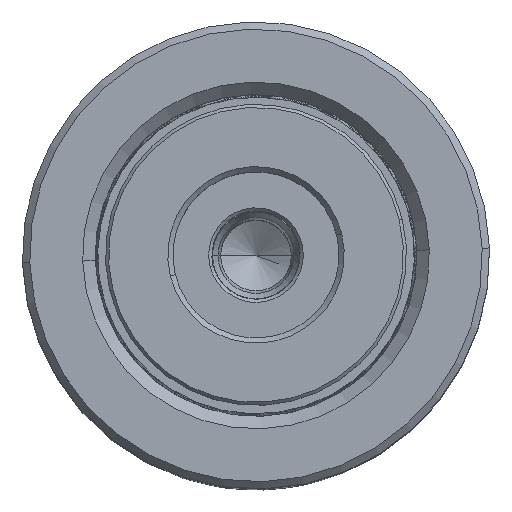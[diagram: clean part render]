
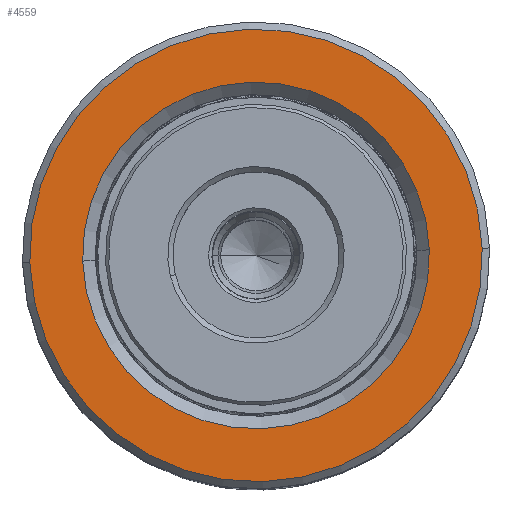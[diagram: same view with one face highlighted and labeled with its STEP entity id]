
A CAD part, top view. The second image highlights one B-rep face of the part: STEP entity #4559.
In plain terms, the highlighted planar face has unit normal (0, 0, 1).
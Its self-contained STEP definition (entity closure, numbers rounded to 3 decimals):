
#596 = DIRECTION ( 'NONE',  ( 1., 0., 0. ) ) ;
#814 = FACE_BOUND ( 'NONE', #20358, .T. ) ;
#3216 = EDGE_CURVE ( 'NONE', #26059, #11574, #44061, .T. ) ;
#4304 = AXIS2_PLACEMENT_3D ( 'NONE', #18631, #39581, #15143 ) ;
#4559 = ADVANCED_FACE ( 'NONE', ( #35901, #814 ), #14960, .T. ) ;
#4764 = CIRCLE ( 'NONE', #36688, 16.7 ) ;
#4790 = DIRECTION ( 'NONE',  ( 0., 0., 1. ) ) ;
#5533 = CARTESIAN_POINT ( 'NONE',  ( 21.8, 0., 60. ) ) ;
#7498 = ORIENTED_EDGE ( 'NONE', *, *, #3216, .T. ) ;
#9027 = VERTEX_POINT ( 'NONE', #32519 ) ;
#9526 = EDGE_CURVE ( 'NONE', #11574, #26059, #44526, .T. ) ;
#11574 = VERTEX_POINT ( 'NONE', #5533 ) ;
#11831 = AXIS2_PLACEMENT_3D ( 'NONE', #30566, #23365, #19872 ) ;
#12822 = CARTESIAN_POINT ( 'NONE',  ( 0., 0., 60. ) ) ;
#13279 = ORIENTED_EDGE ( 'NONE', *, *, #29511, .T. ) ;
#14960 = PLANE ( 'NONE',  #42425 ) ;
#15143 = DIRECTION ( 'NONE',  ( 1., 0., 0. ) ) ;
#17451 = ORIENTED_EDGE ( 'NONE', *, *, #42009, .T. ) ;
#17642 = CARTESIAN_POINT ( 'NONE',  ( -21.8, 0., 60. ) ) ;
#18391 = CIRCLE ( 'NONE', #4304, 16.7 ) ;
#18631 = CARTESIAN_POINT ( 'NONE',  ( 0., 0., 60. ) ) ;
#19872 = DIRECTION ( 'NONE',  ( 1., 0., 0. ) ) ;
#20358 = EDGE_LOOP ( 'NONE', ( #13279, #17451 ) ) ;
#20399 = CARTESIAN_POINT ( 'NONE',  ( 0., 0., 60. ) ) ;
#23365 = DIRECTION ( 'NONE',  ( 0., 0., 1. ) ) ;
#24008 = EDGE_LOOP ( 'NONE', ( #7498, #25916 ) ) ;
#24716 = AXIS2_PLACEMENT_3D ( 'NONE', #12822, #4790, #39437 ) ;
#25682 = DIRECTION ( 'NONE',  ( 0., 0., 1. ) ) ;
#25916 = ORIENTED_EDGE ( 'NONE', *, *, #9526, .T. ) ;
#26059 = VERTEX_POINT ( 'NONE', #17642 ) ;
#26929 = DIRECTION ( 'NONE',  ( 1., 0., 0. ) ) ;
#29511 = EDGE_CURVE ( 'NONE', #9027, #35929, #4764, .T. ) ;
#29756 = CARTESIAN_POINT ( 'NONE',  ( -16.7, 0., 60. ) ) ;
#30566 = CARTESIAN_POINT ( 'NONE',  ( 0., 0., 60. ) ) ;
#32519 = CARTESIAN_POINT ( 'NONE',  ( 16.7, 0., 60. ) ) ;
#35901 = FACE_OUTER_BOUND ( 'NONE', #24008, .T. ) ;
#35929 = VERTEX_POINT ( 'NONE', #29756 ) ;
#36688 = AXIS2_PLACEMENT_3D ( 'NONE', #20399, #41583, #26929 ) ;
#39437 = DIRECTION ( 'NONE',  ( 1., 0., 0. ) ) ;
#39581 = DIRECTION ( 'NONE',  ( 0., 0., -1. ) ) ;
#40090 = CARTESIAN_POINT ( 'NONE',  ( 0., 0., 60. ) ) ;
#41583 = DIRECTION ( 'NONE',  ( 0., 0., -1. ) ) ;
#42009 = EDGE_CURVE ( 'NONE', #35929, #9027, #18391, .T. ) ;
#42425 = AXIS2_PLACEMENT_3D ( 'NONE', #40090, #25682, #596 ) ;
#44061 = CIRCLE ( 'NONE', #24716, 21.8 ) ;
#44526 = CIRCLE ( 'NONE', #11831, 21.8 ) ;
